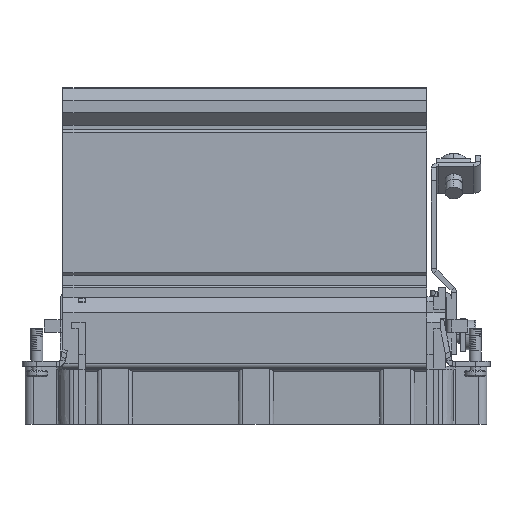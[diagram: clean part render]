
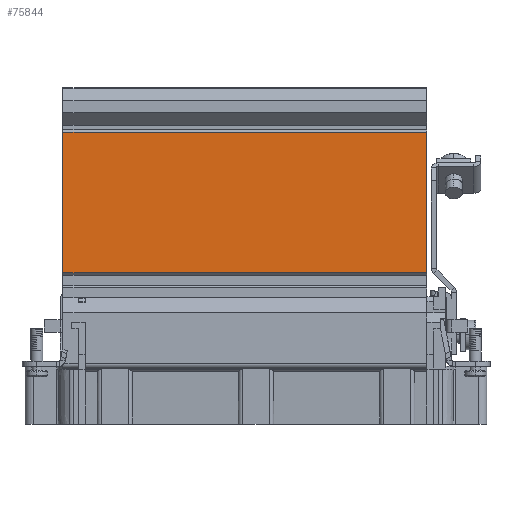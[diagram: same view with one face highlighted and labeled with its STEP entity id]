
A CAD part, front view. The second image highlights one B-rep face of the part: STEP entity #75844.
In plain terms, the highlighted planar face has unit normal (0, -1, 0).
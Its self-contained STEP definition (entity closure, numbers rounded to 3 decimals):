
#4332=DIRECTION('',(0.,0.,1.));
#4333=VECTOR('',#4332,33.4);
#4334=CARTESIAN_POINT('',(17.05,-16.878,50.));
#4335=LINE('',#4334,#4333);
#4757=DIRECTION('',(0.,0.,1.));
#4758=VECTOR('',#4757,33.4);
#4759=CARTESIAN_POINT('',(-69.231,-16.878,
50.));
#4760=LINE('',#4759,#4758);
#15670=DIRECTION('',(-1.,0.,0.));
#15671=VECTOR('',#15670,86.281);
#15672=CARTESIAN_POINT('',(17.05,-16.878,
83.4));
#15673=LINE('',#15672,#15671);
#15674=DIRECTION('',(-1.,0.,0.));
#15675=VECTOR('',#15674,86.281);
#15676=CARTESIAN_POINT('',(17.05,-16.878,
50.));
#15677=LINE('',#15676,#15675);
#48898=CARTESIAN_POINT('',(17.05,-16.878,
50.));
#48899=VERTEX_POINT('',#48898);
#48900=CARTESIAN_POINT('',(17.05,-16.878,
83.4));
#48901=VERTEX_POINT('',#48900);
#48968=CARTESIAN_POINT('',(-69.231,-16.878,
50.));
#48969=VERTEX_POINT('',#48968);
#48970=CARTESIAN_POINT('',(-69.231,-16.878,
83.4));
#48971=VERTEX_POINT('',#48970);
#75832=CARTESIAN_POINT('',(17.05,-16.878,
50.));
#75833=DIRECTION('',(0.,-1.,0.));
#75834=DIRECTION('',(0.,0.,1.));
#75835=AXIS2_PLACEMENT_3D('',#75832,#75833,#75834);
#75836=PLANE('',#75835);
#75837=ORIENTED_EDGE('',*,*,#65028,.F.);
#75839=ORIENTED_EDGE('',*,*,#75838,.T.);
#75840=ORIENTED_EDGE('',*,*,#65423,.T.);
#75841=ORIENTED_EDGE('',*,*,#75825,.F.);
#75842=EDGE_LOOP('',(#75837,#75839,#75840,#75841));
#75843=FACE_OUTER_BOUND('',#75842,.F.);
#75844=ADVANCED_FACE('',(#75843),#75836,.T.);
#65028=EDGE_CURVE('',#48899,#48901,#4335,.T.);
#65423=EDGE_CURVE('',#48969,#48971,#4760,.T.);
#75825=EDGE_CURVE('',#48901,#48971,#15673,.T.);
#75838=EDGE_CURVE('',#48899,#48969,#15677,.T.);
